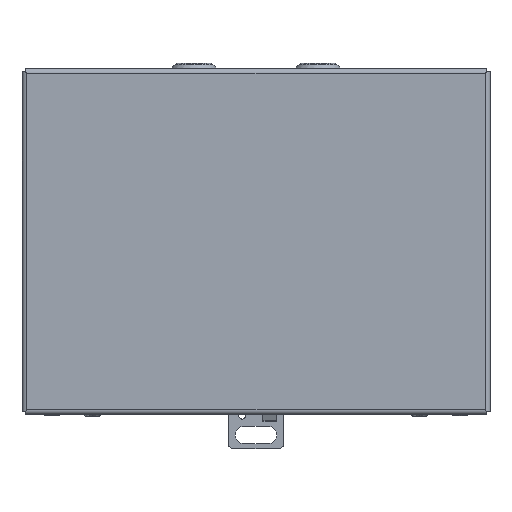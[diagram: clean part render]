
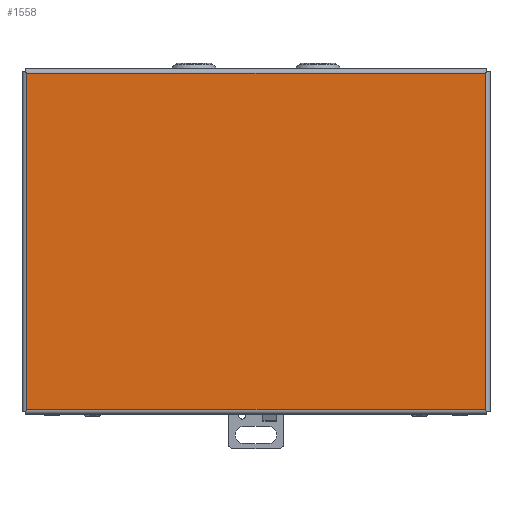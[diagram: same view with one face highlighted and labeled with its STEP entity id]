
A CAD part, top view. The second image highlights one B-rep face of the part: STEP entity #1558.
In plain terms, the highlighted planar face has unit normal (0, 0, 1).
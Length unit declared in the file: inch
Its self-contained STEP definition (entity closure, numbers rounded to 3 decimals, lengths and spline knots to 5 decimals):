
#80 = FACE_OUTER_BOUND ( 'NONE', #13112, .T. ) ;
#192 = DIRECTION ( 'NONE',  ( 0., 1., 0. ) ) ;
#879 = VECTOR ( 'NONE', #8357, 39.37008 ) ;
#1428 = DIRECTION ( 'NONE',  ( -1., 0., 0. ) ) ;
#1500 = PLANE ( 'NONE',  #1816 ) ;
#1558 = ADVANCED_FACE ( 'NONE', ( #80 ), #1500, .T. ) ;
#1816 = AXIS2_PLACEMENT_3D ( 'NONE', #3886, #9985, #1428 ) ;
#1979 = VECTOR ( 'NONE', #3637, 39.37008 ) ;
#2394 = EDGE_CURVE ( 'NONE', #8878, #9483, #5174, .T. ) ;
#2460 = DIRECTION ( 'NONE',  ( 1., 0., 0. ) ) ;
#3004 = VECTOR ( 'NONE', #2460, 39.37008 ) ;
#3344 = VECTOR ( 'NONE', #192, 39.37008 ) ;
#3434 = LINE ( 'NONE', #8277, #879 ) ;
#3637 = DIRECTION ( 'NONE',  ( 0., -1., 0. ) ) ;
#3768 = VERTEX_POINT ( 'NONE', #7906 ) ;
#3886 = CARTESIAN_POINT ( 'NONE',  ( 4.1585, -0.029, 5.0285 ) ) ;
#4167 = EDGE_CURVE ( 'NONE', #3768, #8878, #3434, .T. ) ;
#5174 = LINE ( 'NONE', #14814, #3344 ) ;
#5846 = ORIENTED_EDGE ( 'NONE', *, *, #4167, .F. ) ;
#5900 = CARTESIAN_POINT ( 'NONE',  ( -4.1585, -0.029, 5.0285 ) ) ;
#6970 = CARTESIAN_POINT ( 'NONE',  ( 4.1585, -0.029, 5.0285 ) ) ;
#7906 = CARTESIAN_POINT ( 'NONE',  ( 4.1585, -6.135, 5.0285 ) ) ;
#8277 = CARTESIAN_POINT ( 'NONE',  ( 4.1585, -6.135, 5.0285 ) ) ;
#8357 = DIRECTION ( 'NONE',  ( -1., 0., 0. ) ) ;
#8475 = LINE ( 'NONE', #6970, #1979 ) ;
#8878 = VERTEX_POINT ( 'NONE', #12753 ) ;
#9347 = ORIENTED_EDGE ( 'NONE', *, *, #2394, .F. ) ;
#9483 = VERTEX_POINT ( 'NONE', #5900 ) ;
#9985 = DIRECTION ( 'NONE',  ( 0., 0., 1. ) ) ;
#10273 = EDGE_CURVE ( 'NONE', #15427, #3768, #8475, .T. ) ;
#10812 = ORIENTED_EDGE ( 'NONE', *, *, #10273, .F. ) ;
#11343 = EDGE_CURVE ( 'NONE', #9483, #15427, #13138, .T. ) ;
#12124 = CARTESIAN_POINT ( 'NONE',  ( -4.1585, -0.029, 5.0285 ) ) ;
#12753 = CARTESIAN_POINT ( 'NONE',  ( -4.1585, -6.135, 5.0285 ) ) ;
#13112 = EDGE_LOOP ( 'NONE', ( #9347, #5846, #10812, #13879 ) ) ;
#13138 = LINE ( 'NONE', #12124, #3004 ) ;
#13879 = ORIENTED_EDGE ( 'NONE', *, *, #11343, .F. ) ;
#14814 = CARTESIAN_POINT ( 'NONE',  ( -4.1585, -6.135, 5.0285 ) ) ;
#15384 = CARTESIAN_POINT ( 'NONE',  ( 4.1585, -0.029, 5.0285 ) ) ;
#15427 = VERTEX_POINT ( 'NONE', #15384 ) ;
